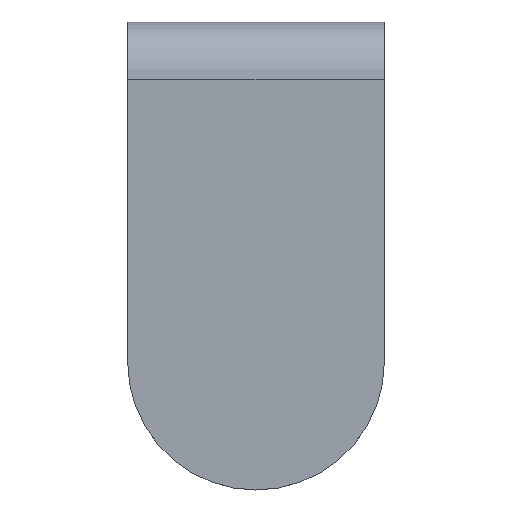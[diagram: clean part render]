
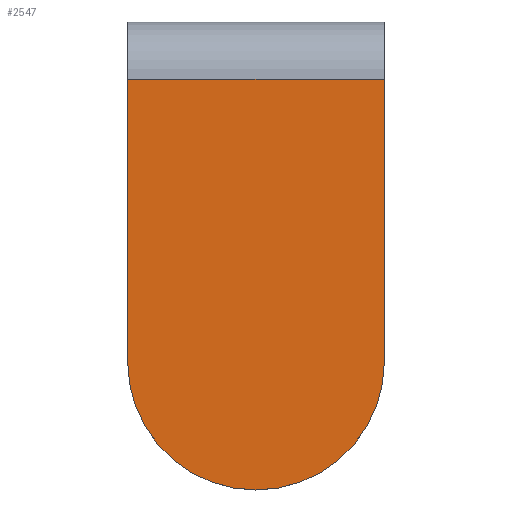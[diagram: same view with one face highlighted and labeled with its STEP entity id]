
A CAD part, front view. The second image highlights one B-rep face of the part: STEP entity #2547.
In plain terms, the highlighted planar face has unit normal (0, -1, 0).
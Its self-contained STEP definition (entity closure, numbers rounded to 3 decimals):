
#280 = CIRCLE ( 'NONE', #7363, 22.5 ) ;
#897 = DIRECTION ( 'NONE',  ( 0., 0., -1. ) ) ;
#1281 = ORIENTED_EDGE ( 'NONE', *, *, #1513, .F. ) ;
#1513 = EDGE_CURVE ( 'NONE', #5477, #3432, #280, .T. ) ;
#1542 = VECTOR ( 'NONE', #3552, 1000. ) ;
#1781 = VECTOR ( 'NONE', #897, 1000. ) ;
#2211 = CARTESIAN_POINT ( 'NONE',  ( 0., 0., -40.5 ) ) ;
#2264 = DIRECTION ( 'NONE',  ( -1., 0., 0. ) ) ;
#2537 = ORIENTED_EDGE ( 'NONE', *, *, #10136, .F. ) ;
#2547 = ADVANCED_FACE ( 'NONE', ( #9284 ), #7296, .F. ) ;
#2688 = DIRECTION ( 'NONE',  ( 0., 0., 1. ) ) ;
#2773 = DIRECTION ( 'NONE',  ( 0., 0., 1. ) ) ;
#3130 = EDGE_CURVE ( 'NONE', #3432, #4915, #3705, .T. ) ;
#3432 = VERTEX_POINT ( 'NONE', #8042 ) ;
#3552 = DIRECTION ( 'NONE',  ( 0., 0., 1. ) ) ;
#3705 = LINE ( 'NONE', #9087, #1542 ) ;
#3711 = EDGE_CURVE ( 'NONE', #7489, #6475, #6896, .T. ) ;
#4041 = VECTOR ( 'NONE', #2264, 1000. ) ;
#4420 = CARTESIAN_POINT ( 'NONE',  ( -22.5, 0., 9. ) ) ;
#4741 = DIRECTION ( 'NONE',  ( 0., 1., 0. ) ) ;
#4915 = VERTEX_POINT ( 'NONE', #4420 ) ;
#5339 = CIRCLE ( 'NONE', #7162, 22.5 ) ;
#5477 = VERTEX_POINT ( 'NONE', #5548 ) ;
#5548 = CARTESIAN_POINT ( 'NONE',  ( 0., 0., -63. ) ) ;
#5669 = ORIENTED_EDGE ( 'NONE', *, *, #3130, .F. ) ;
#5680 = ORIENTED_EDGE ( 'NONE', *, *, #8473, .T. ) ;
#6348 = DIRECTION ( 'NONE',  ( 0., 0., 1. ) ) ;
#6475 = VERTEX_POINT ( 'NONE', #8813 ) ;
#6896 = LINE ( 'NONE', #8741, #1781 ) ;
#6930 = AXIS2_PLACEMENT_3D ( 'NONE', #8116, #9765, #2688 ) ;
#7021 = LINE ( 'NONE', #9398, #4041 ) ;
#7162 = AXIS2_PLACEMENT_3D ( 'NONE', #8253, #9851, #2773 ) ;
#7238 = ORIENTED_EDGE ( 'NONE', *, *, #3711, .F. ) ;
#7296 = PLANE ( 'NONE',  #6930 ) ;
#7363 = AXIS2_PLACEMENT_3D ( 'NONE', #2211, #4741, #6348 ) ;
#7489 = VERTEX_POINT ( 'NONE', #9802 ) ;
#8042 = CARTESIAN_POINT ( 'NONE',  ( -22.5, 0., -40.5 ) ) ;
#8116 = CARTESIAN_POINT ( 'NONE',  ( 0., 0., -40.5 ) ) ;
#8253 = CARTESIAN_POINT ( 'NONE',  ( 0., 0., -40.5 ) ) ;
#8326 = EDGE_LOOP ( 'NONE', ( #7238, #5680, #5669, #1281, #2537 ) ) ;
#8473 = EDGE_CURVE ( 'NONE', #7489, #4915, #7021, .T. ) ;
#8741 = CARTESIAN_POINT ( 'NONE',  ( 22.5, 0., 0. ) ) ;
#8813 = CARTESIAN_POINT ( 'NONE',  ( 22.5, 0., -40.5 ) ) ;
#9087 = CARTESIAN_POINT ( 'NONE',  ( -22.5, 0., -40.5 ) ) ;
#9284 = FACE_OUTER_BOUND ( 'NONE', #8326, .T. ) ;
#9398 = CARTESIAN_POINT ( 'NONE',  ( 0., 0., 9. ) ) ;
#9765 = DIRECTION ( 'NONE',  ( 0., 1., 0. ) ) ;
#9802 = CARTESIAN_POINT ( 'NONE',  ( 22.5, 0., 9. ) ) ;
#9851 = DIRECTION ( 'NONE',  ( 0., 1., 0. ) ) ;
#10136 = EDGE_CURVE ( 'NONE', #6475, #5477, #5339, .T. ) ;
